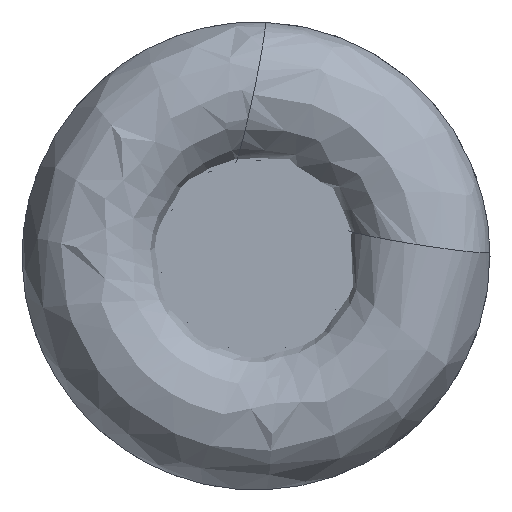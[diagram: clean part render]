
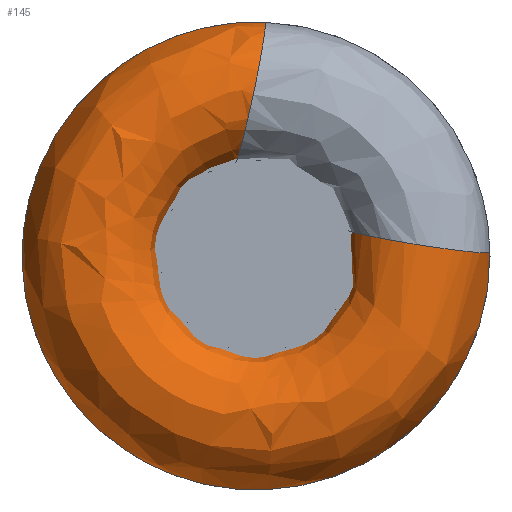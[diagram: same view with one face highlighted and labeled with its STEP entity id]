
A CAD part, left-side view. The second image highlights one B-rep face of the part: STEP entity #145.
In plain terms, the highlighted free-form (B-spline) face has degree [3, 3] with [7, 7] control points.
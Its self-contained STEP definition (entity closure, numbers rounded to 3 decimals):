
#145=ADVANCED_FACE('',(#160,#161),#158,.F.);
#158=(
BOUNDED_SURFACE()
B_SPLINE_SURFACE(3,3,((#341,#342,#343,#344,#345,#346,#347),(#348,#349,#350,
#351,#352,#353,#354),(#355,#356,#357,#358,#359,#360,#361),(#362,#363,#364,
#365,#366,#367,#368),(#369,#370,#371,#372,#373,#374,#375),(#376,#377,#378,
#379,#380,#381,#382),(#383,#384,#385,#386,#387,#388,#389)),
 .UNSPECIFIED.,.T.,.F.,.F.)
B_SPLINE_SURFACE_WITH_KNOTS((1,3,3,3,1),(4,3,4),(-0.5,0.,0.5,1.,1.5),(0.,
0.5,1.),.UNSPECIFIED.)
GEOMETRIC_REPRESENTATION_ITEM()
RATIONAL_B_SPLINE_SURFACE(((1.,0.58,0.58,1.,0.58,
0.58,1.),(0.333,0.193,0.193,
0.333,0.193,0.193,0.333),
(0.333,0.193,0.193,0.333,
0.193,0.193,0.333),(1.,0.58,
0.58,1.,0.58,0.58,1.),(0.333,
0.193,0.193,0.333,0.193,
0.193,0.333),(0.333,0.193,
0.193,0.333,0.193,0.193,
0.333),(1.,0.58,0.58,1.,0.58,
0.58,1.)))
REPRESENTATION_ITEM('')
SURFACE()
);
#160=FACE_BOUND('',#182,.T.);
#161=FACE_BOUND('',#183,.T.);
#182=EDGE_LOOP('',(#206));
#183=EDGE_LOOP('',(#207));
#206=ORIENTED_EDGE('',*,*,#242,.T.);
#207=ORIENTED_EDGE('',*,*,#243,.F.);
#230=VERTEX_POINT('',#338);
#231=VERTEX_POINT('',#340);
#242=EDGE_CURVE('',#230,#230,#254,.T.);
#243=EDGE_CURVE('',#231,#231,#255,.T.);
#254=CIRCLE('',#267,5.);
#255=CIRCLE('',#268,5.);
#267=AXIS2_PLACEMENT_3D('',#337,#291,#292);
#268=AXIS2_PLACEMENT_3D('',#339,#293,#294);
#291=DIRECTION('',(-0.052,0.976,0.209));
#292=DIRECTION('',(0.,-0.21,0.978));
#293=DIRECTION('',(-0.052,-0.156,0.986));
#294=DIRECTION('',(0.,-0.988,-0.156));
#337=CARTESIAN_POINT('',(4.993,0.442,11.1));
#338=CARTESIAN_POINT('',(4.993,-0.606,15.989));
#339=CARTESIAN_POINT('',(4.993,-11.06,1.041));
#340=CARTESIAN_POINT('',(4.993,-15.998,0.258));
#341=CARTESIAN_POINT('',(4.993,-15.998,0.258));
#342=CARTESIAN_POINT('',(4.993,-16.274,-16.821));
#343=CARTESIAN_POINT('',(4.993,-0.51,-23.4));
#344=CARTESIAN_POINT('',(4.993,11.436,-11.19));
#345=CARTESIAN_POINT('',(4.993,23.383,1.019));
#346=CARTESIAN_POINT('',(4.993,16.463,16.636));
#347=CARTESIAN_POINT('',(4.993,-0.606,15.989));
#348=CARTESIAN_POINT('',(14.979,-16.08,0.775));
#349=CARTESIAN_POINT('',(14.979,-16.908,-16.392));
#350=CARTESIAN_POINT('',(14.979,-1.267,-23.515));
#351=CARTESIAN_POINT('',(14.979,11.14,-11.622));
#352=CARTESIAN_POINT('',(14.979,23.548,0.271));
#353=CARTESIAN_POINT('',(14.979,17.092,16.2));
#354=CARTESIAN_POINT('',(14.979,-0.094,16.099));
#355=CARTESIAN_POINT('',(14.979,-6.203,2.34));
#356=CARTESIAN_POINT('',(14.979,-8.701,-4.283));
#357=CARTESIAN_POINT('',(14.979,-3.474,-9.055));
#358=CARTESIAN_POINT('',(14.979,2.894,-5.965));
#359=CARTESIAN_POINT('',(14.979,9.262,-2.875));
#360=CARTESIAN_POINT('',(14.979,8.749,4.184));
#361=CARTESIAN_POINT('',(14.979,2.001,6.321));
#362=CARTESIAN_POINT('',(4.993,-6.122,1.823));
#363=CARTESIAN_POINT('',(4.993,-8.068,-4.712));
#364=CARTESIAN_POINT('',(4.993,-2.717,-8.939));
#365=CARTESIAN_POINT('',(4.993,3.19,-5.533));
#366=CARTESIAN_POINT('',(4.993,9.098,-2.127));
#367=CARTESIAN_POINT('',(4.993,8.12,4.621));
#368=CARTESIAN_POINT('',(4.993,1.489,6.211));
#369=CARTESIAN_POINT('',(-4.993,-6.04,1.306));
#370=CARTESIAN_POINT('',(-4.993,-7.434,-5.142));
#371=CARTESIAN_POINT('',(-4.993,-1.96,-8.824));
#372=CARTESIAN_POINT('',(-4.993,3.486,-5.102));
#373=CARTESIAN_POINT('',(-4.993,8.933,-1.38));
#374=CARTESIAN_POINT('',(-4.993,7.491,5.058));
#375=CARTESIAN_POINT('',(-4.993,0.978,6.101));
#376=CARTESIAN_POINT('',(-4.993,-15.917,-0.258));
#377=CARTESIAN_POINT('',(-4.993,-15.641,-17.251));
#378=CARTESIAN_POINT('',(-4.993,0.247,-23.284));
#379=CARTESIAN_POINT('',(-4.993,11.732,-10.759));
#380=CARTESIAN_POINT('',(-4.993,23.218,1.766));
#381=CARTESIAN_POINT('',(-4.993,15.834,17.073));
#382=CARTESIAN_POINT('',(-4.993,-1.118,15.879));
#383=CARTESIAN_POINT('',(4.993,-15.998,0.258));
#384=CARTESIAN_POINT('',(4.993,-16.274,-16.821));
#385=CARTESIAN_POINT('',(4.993,-0.51,-23.4));
#386=CARTESIAN_POINT('',(4.993,11.436,-11.19));
#387=CARTESIAN_POINT('',(4.993,23.383,1.019));
#388=CARTESIAN_POINT('',(4.993,16.463,16.636));
#389=CARTESIAN_POINT('',(4.993,-0.606,15.989));
